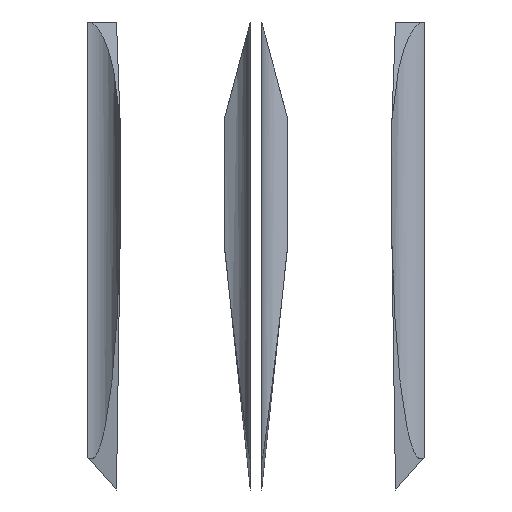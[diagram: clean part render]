
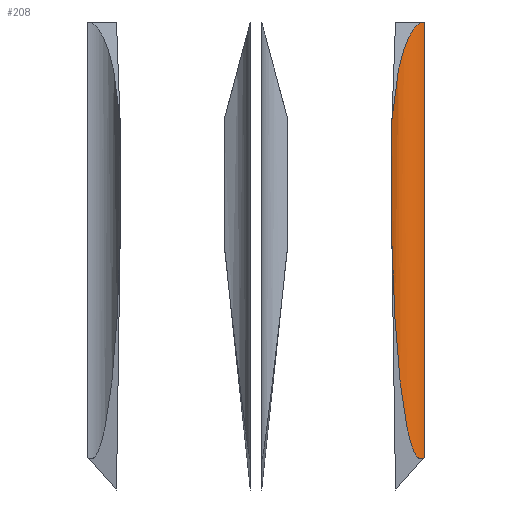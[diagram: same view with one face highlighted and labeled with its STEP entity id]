
A CAD part, front view. The second image highlights one B-rep face of the part: STEP entity #208.
In plain terms, the highlighted cylindrical face has radius 19.05 mm (diameter 38.1 mm), a partial arc.
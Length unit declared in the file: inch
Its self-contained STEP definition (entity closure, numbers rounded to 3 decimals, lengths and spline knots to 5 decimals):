
#13 = VERTEX_POINT ( 'NONE', #592 ) ;
#24 = CARTESIAN_POINT ( 'NONE',  ( 0.00139, -0.28844, -1.30973 ) ) ;
#37 = CARTESIAN_POINT ( 'NONE',  ( -0.08147, -0.64178, -2.62842 ) ) ;
#126 =( BOUNDED_CURVE ( )  B_SPLINE_CURVE ( 3, ( #276, #24, #267, #600 ),
 .UNSPECIFIED., .F., .F. ) 
 B_SPLINE_CURVE_WITH_KNOTS ( ( 4, 4 ),
 ( 1.80112, 3.14159 ),
 .UNSPECIFIED. ) 
 CURVE ( )  GEOMETRIC_REPRESENTATION_ITEM ( )  RATIONAL_B_SPLINE_CURVE ( ( 1., 0.856, 0.856, 1. ) ) 
 REPRESENTATION_ITEM ( '' )  );
#162 = DIRECTION ( 'NONE',  ( 0., 0., -1. ) ) ;
#190 = CARTESIAN_POINT ( 'NONE',  ( 0.64873, -0.063, -0.46837 ) ) ;
#208 = ADVANCED_FACE ( 'NONE', ( #813 ), #248, .F. ) ;
#215 = EDGE_LOOP ( 'NONE', ( #333, #597, #714, #663 ) ) ;
#217 = CARTESIAN_POINT ( 'NONE',  ( 0.2858, -0.063, -10.48117 ) ) ;
#248 = CYLINDRICAL_SURFACE ( 'NONE', #375, 0.75 ) ;
#260 = CARTESIAN_POINT ( 'NONE',  ( -0.08147, -0.64178, 0.7175 ) ) ;
#267 = CARTESIAN_POINT ( 'NONE',  ( 0.2858, -0.063, -0.46837 ) ) ;
#276 = CARTESIAN_POINT ( 'NONE',  ( -0.08147, -0.64178, -2.62842 ) ) ;
#309 = VERTEX_POINT ( 'NONE', #643 ) ;
#333 = ORIENTED_EDGE ( 'NONE', *, *, #431, .T. ) ;
#340 = DIRECTION ( 'NONE',  ( 0., 0., -1. ) ) ;
#375 = AXIS2_PLACEMENT_3D ( 'NONE', #408, #340, #919 ) ;
#408 = CARTESIAN_POINT ( 'NONE',  ( 0.64873, -0.813, 0.7175 ) ) ;
#427 = EDGE_CURVE ( 'NONE', #855, #889, #126, .T. ) ;
#431 = EDGE_CURVE ( 'NONE', #855, #309, #1010, .T. ) ;
#510 =( BOUNDED_CURVE ( )  B_SPLINE_CURVE ( 3, ( #726, #217, #712, #969 ),
 .UNSPECIFIED., .F., .F. ) 
 B_SPLINE_CURVE_WITH_KNOTS ( ( 4, 4 ),
 ( 3.02272, 4.36319 ),
 .UNSPECIFIED. ) 
 CURVE ( )  GEOMETRIC_REPRESENTATION_ITEM ( )  RATIONAL_B_SPLINE_CURVE ( ( 1., 0.856, 0.856, 1. ) ) 
 REPRESENTATION_ITEM ( '' )  );
#528 = VECTOR ( 'NONE', #755, 39.37008 ) ;
#592 = CARTESIAN_POINT ( 'NONE',  ( 0.64873, -0.063, -10.06876 ) ) ;
#597 = ORIENTED_EDGE ( 'NONE', *, *, #1008, .F. ) ;
#600 = CARTESIAN_POINT ( 'NONE',  ( 0.64873, -0.063, -0.46837 ) ) ;
#643 = CARTESIAN_POINT ( 'NONE',  ( -0.08147, -0.64178, -5.39177 ) ) ;
#656 = EDGE_CURVE ( 'NONE', #889, #13, #1017, .T. ) ;
#663 = ORIENTED_EDGE ( 'NONE', *, *, #427, .F. ) ;
#709 = CARTESIAN_POINT ( 'NONE',  ( 0.64873, -0.063, 0.7175 ) ) ;
#712 = CARTESIAN_POINT ( 'NONE',  ( 0.00139, -0.28844, -8.65945 ) ) ;
#714 = ORIENTED_EDGE ( 'NONE', *, *, #656, .F. ) ;
#726 = CARTESIAN_POINT ( 'NONE',  ( 0.64873, -0.063, -10.06876 ) ) ;
#755 = DIRECTION ( 'NONE',  ( 0., 0., -1. ) ) ;
#813 = FACE_OUTER_BOUND ( 'NONE', #215, .T. ) ;
#855 = VERTEX_POINT ( 'NONE', #37 ) ;
#889 = VERTEX_POINT ( 'NONE', #190 ) ;
#919 = DIRECTION ( 'NONE',  ( -1., 0., 0. ) ) ;
#933 = VECTOR ( 'NONE', #162, 39.37008 ) ;
#969 = CARTESIAN_POINT ( 'NONE',  ( -0.08147, -0.64178, -5.39177 ) ) ;
#1008 = EDGE_CURVE ( 'NONE', #13, #309, #510, .T. ) ;
#1010 = LINE ( 'NONE', #260, #528 ) ;
#1017 = LINE ( 'NONE', #709, #933 ) ;
